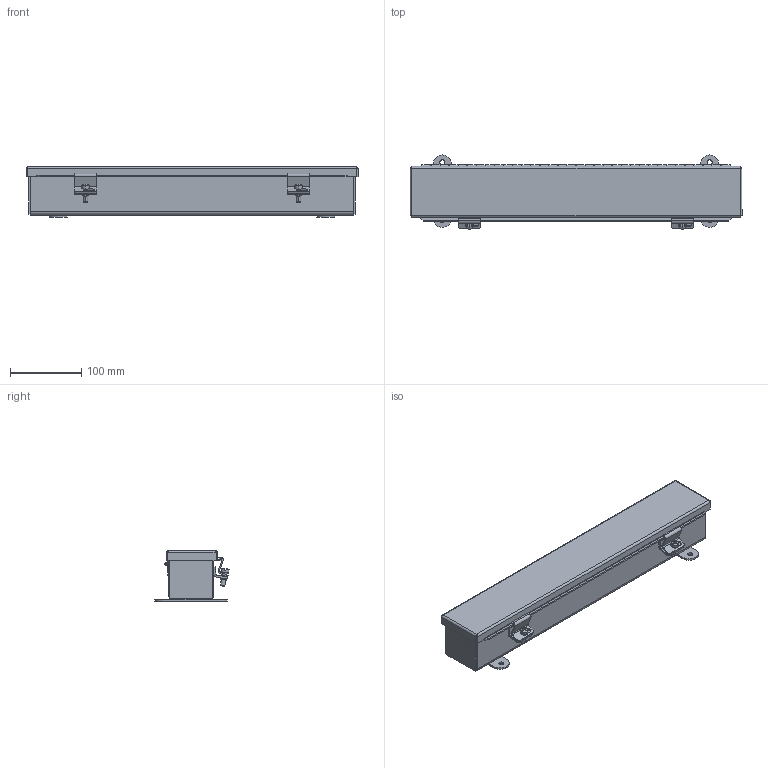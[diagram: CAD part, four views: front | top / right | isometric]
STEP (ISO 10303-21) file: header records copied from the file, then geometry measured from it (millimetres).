
FILE_DESCRIPTION (( 'STEP AP214' ), '1' );
FILE_NAME ('T2218CH.STEP', '2021-11-10T18:48:14', ( '' ), ( '' ), 'SwSTEP 2.0', 'SolidWorks 2021', '' );
FILE_SCHEMA (( 'AUTOMOTIVE_DESIGN' ));
Length unit declared in the file: inch
Products named in the file (1): T2218CH
Bounding box: 465.14 x 104.01 x 70.68 mm (x, y, z)
Volume: 322361.1 mm3; surface area: 364097.4 mm2
Topology: 15 solids, 15 shells, 504 faces, 1376 edges, 906 vertices
Faces by surface type: plane 268, cylinder 218, bspline 14, cone 4
Entity records: 23472 total; most frequent: CARTESIAN_POINT 3483, DIRECTION 2758, ORIENTED_EDGE 2752, EDGE_CURVE 1376, AXIS2_PLACEMENT_3D 929, VERTEX_POINT 906, VECTOR 900, LINE 900
